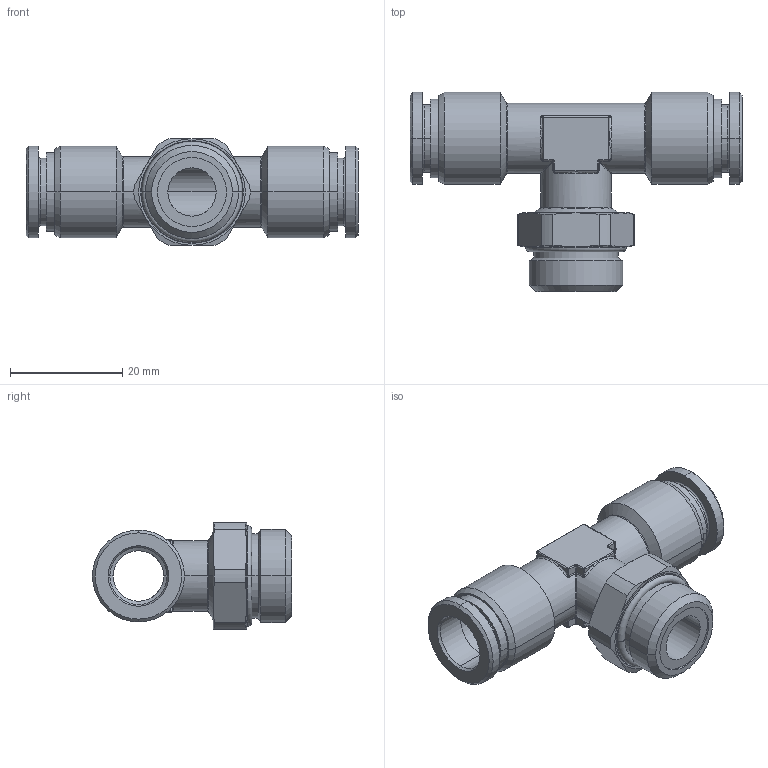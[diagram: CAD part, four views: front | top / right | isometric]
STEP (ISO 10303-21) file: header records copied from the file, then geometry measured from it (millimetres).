
FILE_DESCRIPTION((''),'2;1');
FILE_NAME('mxm.21.10.38',(''),('sopra-pneumatic'),'PRO/ENGINEER BY PARAMETRIC TECHNOLOGY CORPORATION, 2015110','PRO/ENGINEER BY PARAMETRIC TECHNOLOGY CORPORATION, 2015110','');
FILE_SCHEMA(('CONFIG_CONTROL_DESIGN'));
Length unit declared in the file: millimetre
Products named in the file (1): 382072B_921X4-10FF-3-8
Bounding box: 59.2 x 35.5 x 19 mm (x, y, z)
Volume: 8448.7 mm3; surface area: 8102 mm2
Topology: 2 solids, 2 shells, 260 faces, 576 edges, 332 vertices
Faces by surface type: cylinder 90, cone 52, plane 48, torus 36, bspline 22, sphere 12
Entity records: 8920 total; most frequent: CARTESIAN_POINT 3200, DIRECTION 1258, ORIENTED_EDGE 1152, EDGE_CURVE 576, AXIS2_PLACEMENT_3D 534, VERTEX_POINT 332, CIRCLE 296, EDGE_LOOP 278
